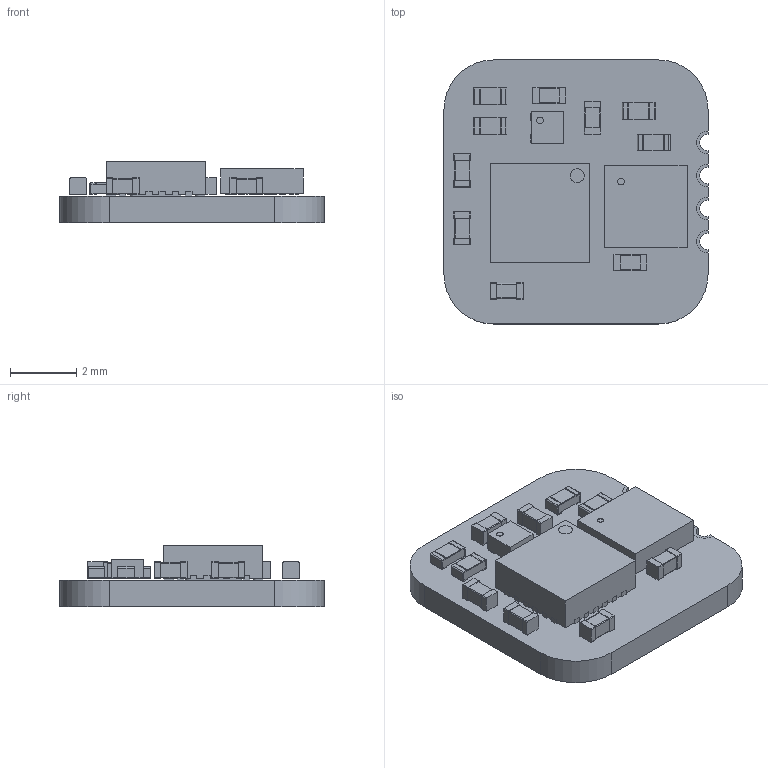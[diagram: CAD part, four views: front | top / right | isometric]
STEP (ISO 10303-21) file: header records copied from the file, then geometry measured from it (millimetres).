
FILE_DESCRIPTION(/* description */ ('KiCad electronic assembly','CAx-IF Rec.Pracs.---Representation and Presentation of Product Manufacturing Information (PMI)---4.0---2014-10-13'),/* implementation_level */ '2;1');
FILE_NAME(/* name */ 'Sensored v2.step',/* time_stamp */ '2024-12-21T21:11:27+11:00',/* author */ (''),/* organization */ (''),/* preprocessor_version */ 'ST-DEVELOPER v20',/* originating_system */ 'Autodesk Translation Framework v13.20.0.188',/* authorisation */ '');
FILE_SCHEMA (('AP242_MANAGED_MODEL_BASED_3D_ENGINEERING_MIM_LF { 1 0 10303 442 1 1 4 }'));
Length unit declared in the file: millimetre
Products named in the file (20): Sensored 1; R_0402_1005Metric; C_0402_1005Metric; Bosch_LGA-8_2.5x2.5mm_P0.65mm_ClockwisePinNumbering; Bosch_LGA_8_25x25mm_P065mm_ClockwisePinNumbering; C_0402_1005Metric_1; R_0402_1005Metric_1; C_0402_1005Metric_2; C_0402_1005Metric_3; C_0402_1005Metric_4; C_0402_1005Metric_5; C_0402_1005Metric_6; R_0402_1005Metric_2; UDFN-4-1EP_1x1mm_P0.65mm_EP0.48x0.48mm; DFN_4_1EP_1x1mm_P065mm_EP05x05mm; R_0402_1005Metric_3; R_0402_1005Metric_4; ICM-20948; ICM-20948_1; Sensored_PCB
Assembly tree (27 placements, depth 3):
  Sensored 1
    R_0402_1005Metric
      R_0402_1005Metric_4
    C_0402_1005Metric
      C_0402_1005Metric_6
    Bosch_LGA-8_2.5x2.5mm_P0.65mm_ClockwisePinNumbering
      Bosch_LGA_8_25x25mm_P065mm_ClockwisePinNumbering
    C_0402_1005Metric_1
      C_0402_1005Metric_6
    R_0402_1005Metric_1
      R_0402_1005Metric_4
    C_0402_1005Metric_2
      C_0402_1005Metric_6
    C_0402_1005Metric_3
      C_0402_1005Metric_6
    C_0402_1005Metric_4
      C_0402_1005Metric_6
    C_0402_1005Metric_5
      C_0402_1005Metric_6
    R_0402_1005Metric_2
      R_0402_1005Metric_4
    UDFN-4-1EP_1x1mm_P0.65mm_EP0.48x0.48mm
      DFN_4_1EP_1x1mm_P065mm_EP05x05mm
    R_0402_1005Metric_3
      R_0402_1005Metric_4
    ICM-20948
      ICM-20948_1
    Sensored_PCB
Bounding box: 8 x 8 x 1.85 mm (x, y, z)
Volume: 65.8 mm3; surface area: 264 mm2
Topology: 53 solids, 53 shells, 900 faces, 2264 edges, 1504 vertices
Faces by surface type: plane 658, cylinder 242
Full cylindrical faces by diameter (mm): 0.2 x2, 0.421 x2
Entity records: 20890 total; most frequent: CARTESIAN_POINT 3561, DIRECTION 3474, ORIENTED_EDGE 3400, EDGE_CURVE 1700, LINE 1384, VECTOR 1384, VERTEX_POINT 1132, AXIS2_PLACEMENT_3D 1045
